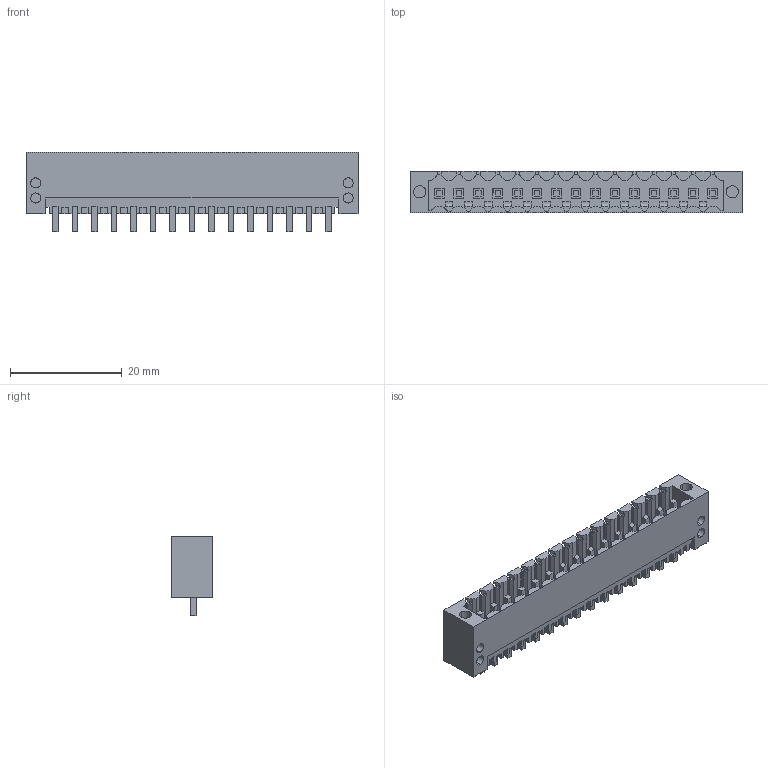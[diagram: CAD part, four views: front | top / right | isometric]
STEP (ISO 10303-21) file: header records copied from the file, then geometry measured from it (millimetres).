
FILE_DESCRIPTION(('CATIA V5 STEP Exchange','CAx-IF Rec.Pracs.--- Model Styling and Organization---1.2---2011-12-15'),'2;1');
FILE_NAME ('D1457305_0_1842900000_1842900000.stp','2018-03-14T17:33:58+00:00',('none'),('Weidmueller'),'CATIA Version 5-6 Release 2014','CATIA V5 STEP AP214','none');
FILE_SCHEMA(('AUTOMOTIVE_DESIGN { 1 0 10303 214 1 1 1 1 }'));
Length unit declared in the file: millimetre
Products named in the file (1): 1842900000
Bounding box: 59.5 x 7.45 x 14.25 mm (x, y, z)
Volume: 2110.3 mm3; surface area: 5425.7 mm2
Topology: 16 solids, 16 shells, 1197 faces, 3502 edges, 2380 vertices
Faces by surface type: plane 1070, cylinder 127
Entity records: 41088 total; most frequent: CARTESIAN_POINT 8488, ORIENTED_EDGE 7004, DIRECTION 5643, EDGE_CURVE 3502, VECTOR 3188, LINE 3188, VERTEX_POINT 2380, EDGE_LOOP 1270
